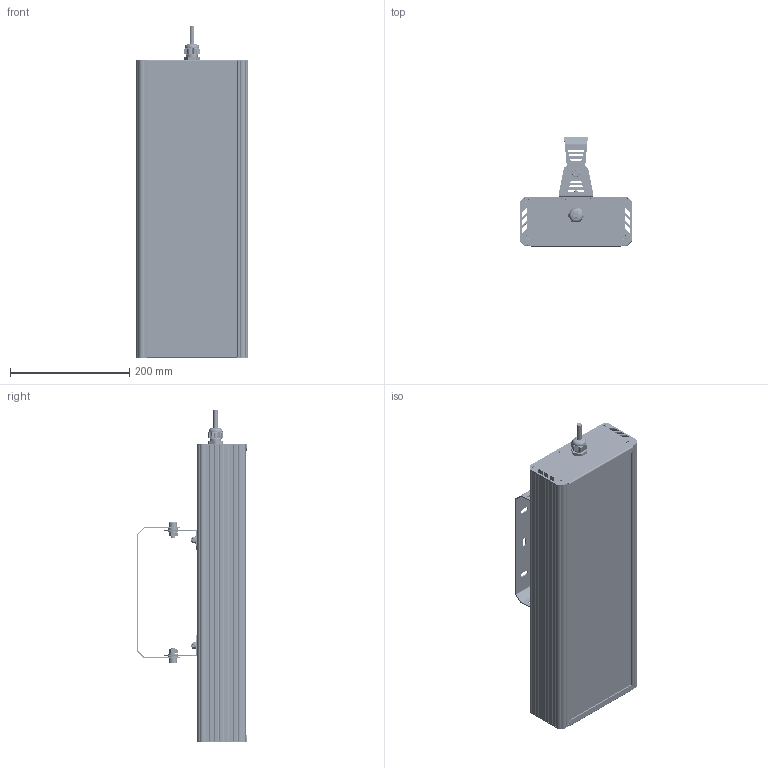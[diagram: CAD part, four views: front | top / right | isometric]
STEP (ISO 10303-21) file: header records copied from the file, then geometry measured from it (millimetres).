
FILE_DESCRIPTION(('STEP AP214'), '1');
FILE_NAME('001.0079.78.000 - ÃÑÏ-Ýêñòðà-Îïòèê-100', '2023-11-02T07:44:18', ('Ëóêîíèí'), ('ÎÊÁ Ñâîé Ñòèëü'), 'C3D Converter', 'C3D Toolkit', '');
FILE_SCHEMA(('AUTOMOTIVE_DESIGN { 1 0 10303 214 3 1 1}'));
Length unit declared in the file: millimetre
Products named in the file (41): 001.0079.78.000
Assembly tree (73 placements, depth 4):
  001.0079.78.000
    (unnamed)
      (unnamed)
      (unnamed)
      (unnamed)
      (unnamed)  x6
      (unnamed)  x6
      (unnamed)
      (unnamed)
      (unnamed)
      (unnamed)
        (unnamed)
      (unnamed)  x10
        (unnamed)
        (unnamed)
        (unnamed)
        (unnamed)
        (unnamed)
        (unnamed)
        (unnamed)
        (unnamed)
        (unnamed)
        (unnamed)
    (unnamed)
      (unnamed)  x2
      (unnamed)
      (unnamed)
      (unnamed)
      (unnamed)
      (unnamed)
      (unnamed)
      (unnamed)  x2
      (unnamed)
      (unnamed)
      (unnamed)
      (unnamed)
      (unnamed)
      (unnamed)
      (unnamed)
      (unnamed)
      (unnamed)
Bounding box: 187.37 x 184.65 x 556.43 mm (x, y, z)
Volume: 1712499.8 mm3; surface area: 1292971.8 mm2
Topology: 369 solids, 369 shells, 5720 faces, 13589 edges, 9089 vertices
Faces by surface type: plane 3890, cylinder 1458, cone 178, bspline 173, torus 11, sphere 10
Full cylindrical faces by diameter (mm): 1 x10, 2 x20, 2.5 x40, 2.8 x250, 3.2 x10, 3.5 x60, 4 x12, 6 x4, 6.375 x2, 8 x16, 8.5 x8, 9 x130, 12 x3, 12.5 x1, 13.333 x2, 16 x5, 18.5 x3, 20 x1, 23.5 x1
Entity records: 112406 total; most frequent: CARTESIAN_POINT 51793, ORIENTED_EDGE 11236, DIRECTION 10426, EDGE_CURVE 5618, VERTEX_POINT 3842, AXIS2_PLACEMENT_3D 3546, LINE 3334, VECTOR 3334
